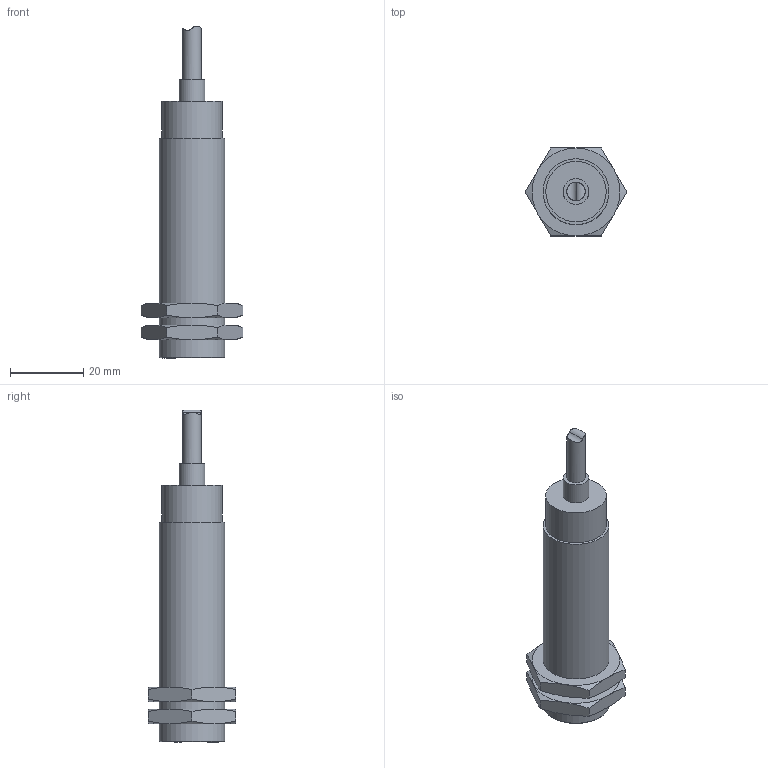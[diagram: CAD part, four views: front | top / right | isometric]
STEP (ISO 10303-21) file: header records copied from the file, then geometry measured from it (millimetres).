
FILE_DESCRIPTION (( 'STEP AP214' ), '1' );
FILE_NAME ('DW-HD-603-M18-310.STEP', '2022-09-06T15:11:31', ( '' ), ( '' ), 'SwSTEP 2.0', 'SolidWorks 2021', '' );
FILE_SCHEMA (( 'AUTOMOTIVE_DESIGN' ));
Length unit declared in the file: inch
Products named in the file (1): DW-HD-603-M18-310
Bounding box: 27.71 x 24 x 90.6 mm (x, y, z)
Volume: 19828 mm3; surface area: 5893 mm2
Topology: 1 solids, 1 shells, 53 faces, 106 edges, 62 vertices
Faces by surface type: cone 25, plane 20, cylinder 8
Full cylindrical faces by diameter (mm): 5 x1, 7 x1, 16.5 x1, 18 x3
Entity records: 1559 total; most frequent: CARTESIAN_POINT 521, ORIENTED_EDGE 198, DIRECTION 193, EDGE_CURVE 99, AXIS2_PLACEMENT_3D 90, EDGE_LOOP 67, VERTEX_POINT 62, FACE_OUTER_BOUND 59
